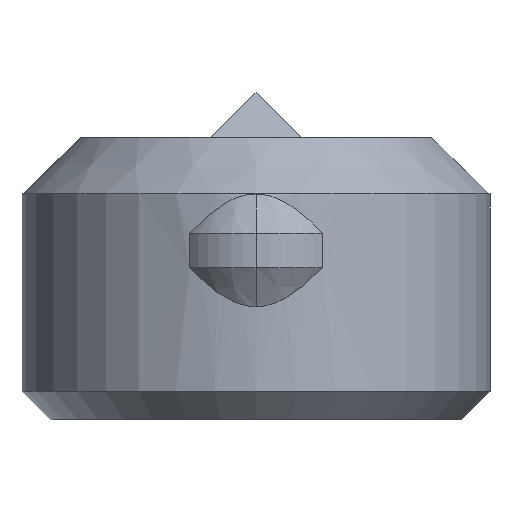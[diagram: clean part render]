
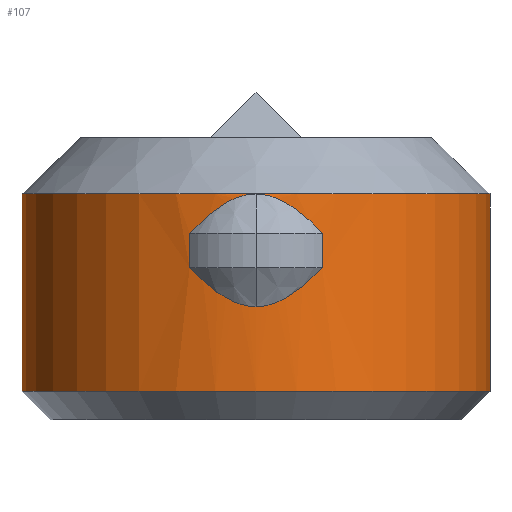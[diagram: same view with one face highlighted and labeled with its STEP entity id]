
A CAD part, front view. The second image highlights one B-rep face of the part: STEP entity #107.
In plain terms, the highlighted cylindrical face has radius 4.15 mm (diameter 8.3 mm), a partial arc.
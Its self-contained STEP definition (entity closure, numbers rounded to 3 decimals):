
#107=ADVANCED_FACE('',(#212),#213,.T.);
#212=FACE_OUTER_BOUND('',#311,.T.);
#213=CYLINDRICAL_SURFACE('',#312,4.15);
#311=EDGE_LOOP('',(#536,#537,#538,#539,#540,#541,#542,#543,#544,#545,#546));
#312=AXIS2_PLACEMENT_3D('',#547,#548,#549);
#536=ORIENTED_EDGE('',*,*,#588,.T.);
#537=ORIENTED_EDGE('',*,*,#663,.F.);
#538=ORIENTED_EDGE('',*,*,#601,.T.);
#539=ORIENTED_EDGE('',*,*,#664,.T.);
#540=ORIENTED_EDGE('',*,*,#605,.T.);
#541=ORIENTED_EDGE('',*,*,#609,.T.);
#542=ORIENTED_EDGE('',*,*,#612,.T.);
#543=ORIENTED_EDGE('',*,*,#656,.T.);
#544=ORIENTED_EDGE('',*,*,#659,.T.);
#545=ORIENTED_EDGE('',*,*,#661,.T.);
#546=ORIENTED_EDGE('',*,*,#665,.T.);
#547=CARTESIAN_POINT('',(0.0,0.,2.25));
#548=DIRECTION('',(-0.0,0.0,-1.0));
#549=DIRECTION('',(-1.0,0.,0.0));
#588=EDGE_CURVE('',#682,#672,#694,.T.);
#601=EDGE_CURVE('',#675,#686,#717,.T.);
#605=EDGE_CURVE('',#720,#722,#724,.T.);
#609=EDGE_CURVE('',#722,#728,#730,.T.);
#612=EDGE_CURVE('',#728,#732,#734,.T.);
#656=EDGE_CURVE('',#732,#787,#789,.T.);
#659=EDGE_CURVE('',#787,#791,#793,.T.);
#661=EDGE_CURVE('',#791,#720,#795,.T.);
#663=EDGE_CURVE('',#675,#672,#797,.T.);
#664=EDGE_CURVE('',#686,#720,#798,.T.);
#665=EDGE_CURVE('',#720,#682,#799,.T.);
#672=VERTEX_POINT('',#806);
#675=VERTEX_POINT('',#810);
#682=VERTEX_POINT('',#818);
#686=VERTEX_POINT('',#823);
#694=LINE('',#832,#833);
#717=LINE('',#932,#933);
#720=VERTEX_POINT('',#936);
#722=VERTEX_POINT('',#939);
#724=B_SPLINE_CURVE_WITH_KNOTS('',3,(#941,#942,#943,#944,#945,#946,#947,#948,#949,#950),.UNSPECIFIED.,.F.,.F.,(4,2,2,2,4),(2.815,3.167,3.519,4.222,4.327),.UNSPECIFIED.);
#728=VERTEX_POINT('',#955);
#730=LINE('',#957,#958);
#732=VERTEX_POINT('',#960);
#734=B_SPLINE_CURVE_WITH_KNOTS('',3,(#963,#964,#965,#966,#967,#968,#969,#970,#971,#972),.UNSPECIFIED.,.F.,.F.,(4,2,2,2,4),(1.303,1.407,2.111,2.463,2.815),.UNSPECIFIED.);
#787=VERTEX_POINT('',#1039);
#789=B_SPLINE_CURVE_WITH_KNOTS('',3,(#1041,#1042,#1043,#1044,#1045,#1046,#1047,#1048,#1049,#1050),.UNSPECIFIED.,.F.,.F.,(4,2,2,2,4),(2.815,3.167,3.519,4.222,4.327),.UNSPECIFIED.);
#791=VERTEX_POINT('',#1052);
#793=LINE('',#1054,#1055);
#795=B_SPLINE_CURVE_WITH_KNOTS('',3,(#1057,#1058,#1059,#1060,#1061,#1062,#1063,#1064,#1065,#1066),.UNSPECIFIED.,.F.,.F.,(4,2,2,2,4),(1.303,1.407,2.111,2.463,2.815),.UNSPECIFIED.);
#797=CIRCLE('',#1068,4.15);
#798=CIRCLE('',#1069,4.15);
#799=CIRCLE('',#1070,4.15);
#806=CARTESIAN_POINT('',(-4.15,0.,0.5));
#810=CARTESIAN_POINT('',(4.15,0.,0.5));
#818=CARTESIAN_POINT('',(-4.15,0.,4.));
#823=CARTESIAN_POINT('',(4.15,0.,4.));
#832=CARTESIAN_POINT('',(-4.15,0.,2.25));
#833=VECTOR('',#1098,1.0);
#932=CARTESIAN_POINT('',(4.15,0.,2.25));
#933=VECTOR('',#1103,1.0);
#936=CARTESIAN_POINT('',(0.,-4.15,4.0));
#939=CARTESIAN_POINT('',(1.177,-3.98,3.307));
#941=CARTESIAN_POINT('',(0.,-4.15,4.));
#942=CARTESIAN_POINT('',(0.117,-4.15,4.));
#943=CARTESIAN_POINT('',(0.222,-4.145,3.977));
#944=CARTESIAN_POINT('',(0.419,-4.13,3.906));
#945=CARTESIAN_POINT('',(0.511,-4.119,3.858));
#946=CARTESIAN_POINT('',(0.778,-4.08,3.688));
#947=CARTESIAN_POINT('',(0.943,-4.045,3.543));
#948=CARTESIAN_POINT('',(1.13,-3.993,3.357));
#949=CARTESIAN_POINT('',(1.153,-3.987,3.332));
#950=CARTESIAN_POINT('',(1.177,-3.98,3.307));
#955=CARTESIAN_POINT('',(1.177,-3.98,2.693));
#957=CARTESIAN_POINT('',(1.177,-3.98,3.));
#958=VECTOR('',#1112,1.0);
#960=CARTESIAN_POINT('',(0.,-4.15,2.));
#963=CARTESIAN_POINT('',(1.177,-3.98,2.693));
#964=CARTESIAN_POINT('',(1.153,-3.987,2.668));
#965=CARTESIAN_POINT('',(1.13,-3.993,2.643));
#966=CARTESIAN_POINT('',(0.943,-4.045,2.457));
#967=CARTESIAN_POINT('',(0.778,-4.08,2.312));
#968=CARTESIAN_POINT('',(0.511,-4.119,2.142));
#969=CARTESIAN_POINT('',(0.419,-4.13,2.094));
#970=CARTESIAN_POINT('',(0.222,-4.145,2.023));
#971=CARTESIAN_POINT('',(0.117,-4.15,2.));
#972=CARTESIAN_POINT('',(0.,-4.15,2.));
#1039=CARTESIAN_POINT('',(-1.177,-3.98,2.693));
#1041=CARTESIAN_POINT('',(0.,-4.15,2.));
#1042=CARTESIAN_POINT('',(-0.117,-4.15,2.));
#1043=CARTESIAN_POINT('',(-0.222,-4.145,2.023));
#1044=CARTESIAN_POINT('',(-0.419,-4.13,2.094));
#1045=CARTESIAN_POINT('',(-0.511,-4.119,2.142));
#1046=CARTESIAN_POINT('',(-0.778,-4.08,2.312));
#1047=CARTESIAN_POINT('',(-0.943,-4.045,2.457));
#1048=CARTESIAN_POINT('',(-1.13,-3.993,2.643));
#1049=CARTESIAN_POINT('',(-1.153,-3.987,2.668));
#1050=CARTESIAN_POINT('',(-1.177,-3.98,2.693));
#1052=CARTESIAN_POINT('',(-1.177,-3.98,3.307));
#1054=CARTESIAN_POINT('',(-1.177,-3.98,3.));
#1055=VECTOR('',#1164,1.0);
#1057=CARTESIAN_POINT('',(-1.177,-3.98,3.307));
#1058=CARTESIAN_POINT('',(-1.153,-3.987,3.332));
#1059=CARTESIAN_POINT('',(-1.13,-3.993,3.357));
#1060=CARTESIAN_POINT('',(-0.943,-4.045,3.543));
#1061=CARTESIAN_POINT('',(-0.778,-4.08,3.688));
#1062=CARTESIAN_POINT('',(-0.511,-4.119,3.858));
#1063=CARTESIAN_POINT('',(-0.419,-4.13,3.906));
#1064=CARTESIAN_POINT('',(-0.222,-4.145,3.977));
#1065=CARTESIAN_POINT('',(-0.117,-4.15,4.));
#1066=CARTESIAN_POINT('',(0.,-4.15,4.));
#1068=AXIS2_PLACEMENT_3D('',#1165,#1166,#1167);
#1069=AXIS2_PLACEMENT_3D('',#1168,#1169,#1170);
#1070=AXIS2_PLACEMENT_3D('',#1171,#1172,#1173);
#1098=DIRECTION('',(0.0,0.0,-1.0));
#1103=DIRECTION('',(-0.0,-0.0,1.0));
#1112=DIRECTION('',(0.0,0.,-1.0));
#1164=DIRECTION('',(0.0,0.,1.0));
#1165=CARTESIAN_POINT('',(0.0,0.,0.5));
#1166=DIRECTION('',(-0.0,0.0,-1.0));
#1167=DIRECTION('',(-1.0,0.,0.0));
#1168=CARTESIAN_POINT('',(0.0,0.,4.));
#1169=DIRECTION('',(-0.0,0.0,-1.0));
#1170=DIRECTION('',(-1.0,0.,0.0));
#1171=CARTESIAN_POINT('',(0.0,0.,4.));
#1172=DIRECTION('',(-0.0,0.0,-1.0));
#1173=DIRECTION('',(-1.0,0.,0.0));
